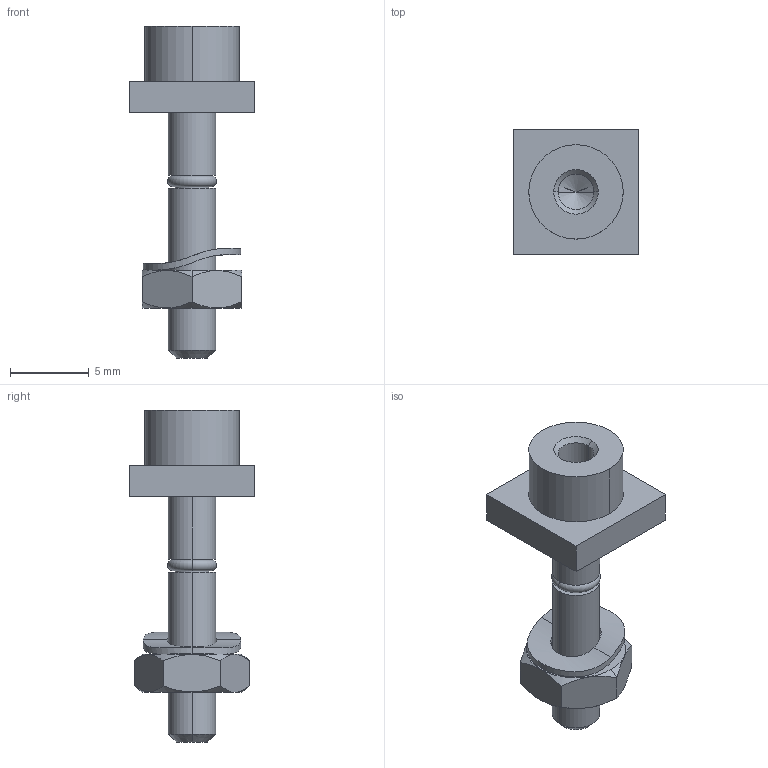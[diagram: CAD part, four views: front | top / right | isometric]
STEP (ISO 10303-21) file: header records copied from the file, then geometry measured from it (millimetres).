
FILE_DESCRIPTION((''),'2;1');
FILE_NAME('00152270060_','2020-09-29T',('presta_be4'),(''),'CREO PARAMETRIC BY PTC INC, 2018360','CREO PARAMETRIC BY PTC INC, 2018360','');
FILE_SCHEMA(('CONFIG_CONTROL_DESIGN'));
Length unit declared in the file: millimetre
Products named in the file (1): 00152270060_
Bounding box: 8 x 8 x 21.1 mm (x, y, z)
Volume: 391 mm3; surface area: 585.8 mm2
Topology: 2 solids, 2 shells, 52 faces, 118 edges, 73 vertices
Faces by surface type: cylinder 22, plane 18, cone 10, torus 2
Entity records: 1980 total; most frequent: CARTESIAN_POINT 803, ORIENTED_EDGE 232, DIRECTION 230, EDGE_CURVE 116, AXIS2_PLACEMENT_3D 90, VERTEX_POINT 73, EDGE_LOOP 59, FACE_OUTER_BOUND 52
